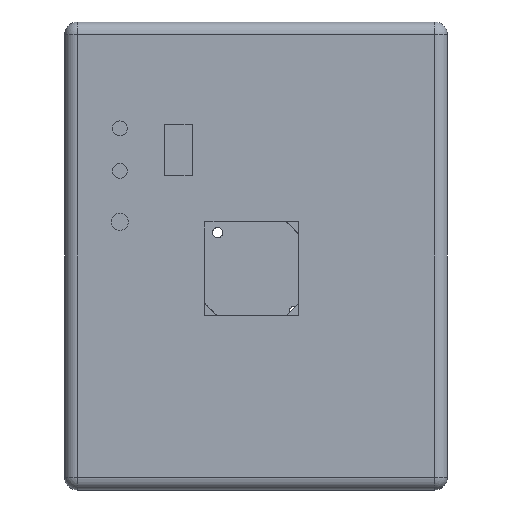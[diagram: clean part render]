
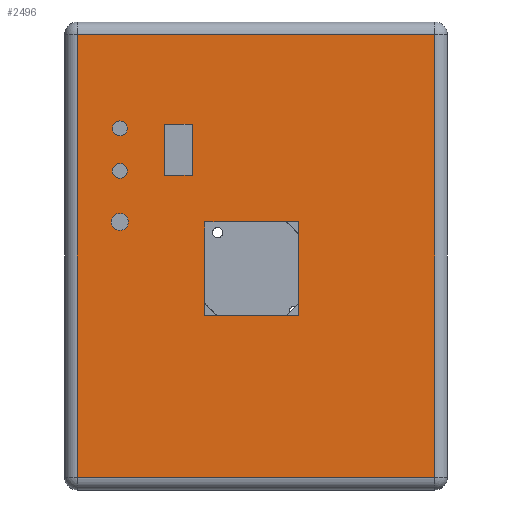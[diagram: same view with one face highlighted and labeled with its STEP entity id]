
A CAD part, front view. The second image highlights one B-rep face of the part: STEP entity #2496.
In plain terms, the highlighted face is planar.
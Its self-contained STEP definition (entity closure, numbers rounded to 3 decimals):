
#71=FACE_BOUND('',#484,.T.);
#72=FACE_BOUND('',#485,.T.);
#73=FACE_BOUND('',#486,.T.);
#74=FACE_BOUND('',#487,.T.);
#75=FACE_BOUND('',#488,.T.);
#127=PLANE('',#2833);
#313=FACE_OUTER_BOUND('',#483,.T.);
#483=EDGE_LOOP('',(#2199,#2200,#2201,#2202));
#484=EDGE_LOOP('',(#2203));
#485=EDGE_LOOP('',(#2204,#2205,#2206,#2207));
#486=EDGE_LOOP('',(#2208,#2209,#2210,#2211));
#487=EDGE_LOOP('',(#2212));
#488=EDGE_LOOP('',(#2213));
#643=LINE('',#4679,#847);
#646=LINE('',#4685,#850);
#649=LINE('',#4690,#853);
#691=LINE('',#4859,#895);
#694=LINE('',#4870,#898);
#695=LINE('',#4872,#899);
#697=LINE('',#4875,#901);
#699=LINE('',#4884,#903);
#700=LINE('',#4886,#904);
#701=LINE('',#4887,#905);
#702=LINE('',#4889,#906);
#703=LINE('',#4890,#907);
#847=VECTOR('',#3358,10.);
#850=VECTOR('',#3363,10.);
#853=VECTOR('',#3368,10.);
#895=VECTOR('',#3526,10.);
#898=VECTOR('',#3541,10.);
#899=VECTOR('',#3544,10.);
#901=VECTOR('',#3548,10.);
#903=VECTOR('',#3558,10.);
#904=VECTOR('',#3559,10.);
#905=VECTOR('',#3560,10.);
#906=VECTOR('',#3561,10.);
#907=VECTOR('',#3562,10.);
#985=CIRCLE('',#2765,2.);
#1018=CIRCLE('',#2834,1.75);
#1019=CIRCLE('',#2835,1.75);
#1172=VERTEX_POINT('',#4676);
#1173=VERTEX_POINT('',#4678);
#1174=VERTEX_POINT('',#4682);
#1175=VERTEX_POINT('',#4684);
#1176=VERTEX_POINT('',#4688);
#1177=VERTEX_POINT('',#4692);
#1219=VERTEX_POINT('',#4832);
#1222=VERTEX_POINT('',#4842);
#1224=VERTEX_POINT('',#4851);
#1227=VERTEX_POINT('',#4863);
#1230=VERTEX_POINT('',#4883);
#1231=VERTEX_POINT('',#4885);
#1232=VERTEX_POINT('',#4888);
#1233=VERTEX_POINT('',#4891);
#1234=VERTEX_POINT('',#4893);
#1475=EDGE_CURVE('',#1173,#1172,#643,.T.);
#1478=EDGE_CURVE('',#1175,#1174,#646,.T.);
#1481=EDGE_CURVE('',#1174,#1176,#649,.T.);
#1483=EDGE_CURVE('',#1177,#1177,#985,.T.);
#1557=EDGE_CURVE('',#1219,#1224,#691,.T.);
#1563=EDGE_CURVE('',#1224,#1227,#694,.T.);
#1564=EDGE_CURVE('',#1227,#1222,#695,.T.);
#1566=EDGE_CURVE('',#1222,#1219,#697,.T.);
#1570=EDGE_CURVE('',#1172,#1230,#699,.T.);
#1571=EDGE_CURVE('',#1230,#1231,#700,.T.);
#1572=EDGE_CURVE('',#1231,#1173,#701,.T.);
#1573=EDGE_CURVE('',#1232,#1175,#702,.T.);
#1574=EDGE_CURVE('',#1176,#1232,#703,.T.);
#1575=EDGE_CURVE('',#1233,#1233,#1018,.T.);
#1576=EDGE_CURVE('',#1234,#1234,#1019,.T.);
#2199=ORIENTED_EDGE('',*,*,#1557,.F.);
#2200=ORIENTED_EDGE('',*,*,#1566,.F.);
#2201=ORIENTED_EDGE('',*,*,#1564,.F.);
#2202=ORIENTED_EDGE('',*,*,#1563,.F.);
#2203=ORIENTED_EDGE('',*,*,#1483,.T.);
#2204=ORIENTED_EDGE('',*,*,#1475,.T.);
#2205=ORIENTED_EDGE('',*,*,#1570,.T.);
#2206=ORIENTED_EDGE('',*,*,#1571,.T.);
#2207=ORIENTED_EDGE('',*,*,#1572,.T.);
#2208=ORIENTED_EDGE('',*,*,#1573,.T.);
#2209=ORIENTED_EDGE('',*,*,#1478,.T.);
#2210=ORIENTED_EDGE('',*,*,#1481,.T.);
#2211=ORIENTED_EDGE('',*,*,#1574,.T.);
#2212=ORIENTED_EDGE('',*,*,#1575,.T.);
#2213=ORIENTED_EDGE('',*,*,#1576,.T.);
#2496=ADVANCED_FACE('',(#313,#71,#72,#73,#74,#75),#127,.T.);
#2765=AXIS2_PLACEMENT_3D('',#4694,#3372,#3373);
#2833=AXIS2_PLACEMENT_3D('',#4882,#3556,#3557);
#2834=AXIS2_PLACEMENT_3D('',#4892,#3563,#3564);
#2835=AXIS2_PLACEMENT_3D('',#4894,#3565,#3566);
#3358=DIRECTION('',(-1.,0.,0.));
#3363=DIRECTION('',(1.,0.,0.));
#3368=DIRECTION('',(0.,0.,1.));
#3372=DIRECTION('center_axis',(0.,-1.,0.));
#3373=DIRECTION('ref_axis',(-1.,0.,0.));
#3526=DIRECTION('',(0.,0.,1.));
#3541=DIRECTION('',(-1.,0.,0.));
#3544=DIRECTION('',(0.,0.,-1.));
#3548=DIRECTION('',(1.,0.,0.));
#3556=DIRECTION('center_axis',(0.,1.,0.));
#3557=DIRECTION('ref_axis',(0.,0.,1.));
#3558=DIRECTION('',(0.,0.,-1.));
#3559=DIRECTION('',(1.,0.,0.));
#3560=DIRECTION('',(0.,0.,1.));
#3561=DIRECTION('',(0.,0.,-1.));
#3562=DIRECTION('',(-1.,0.,0.));
#3563=DIRECTION('center_axis',(0.,-1.,0.));
#3564=DIRECTION('ref_axis',(1.,0.,0.));
#3565=DIRECTION('center_axis',(0.,-1.,0.));
#3566=DIRECTION('ref_axis',(1.,0.,0.));
#4676=CARTESIAN_POINT('',(-55.,7.,-47.));
#4678=CARTESIAN_POINT('',(-33.,7.,-47.));
#4679=CARTESIAN_POINT('',(-33.,7.,-47.));
#4682=CARTESIAN_POINT('',(-23.5,7.,-36.));
#4684=CARTESIAN_POINT('',(-30.,7.,-36.));
#4685=CARTESIAN_POINT('',(-30.,7.,-36.));
#4688=CARTESIAN_POINT('',(-23.5,7.,-24.));
#4690=CARTESIAN_POINT('',(-23.5,7.,-36.));
#4692=CARTESIAN_POINT('',(-11.,7.,-47.));
#4694=CARTESIAN_POINT('Origin',(-13.,7.,-47.));
#4832=CARTESIAN_POINT('',(-3.,7.,-107.));
#4842=CARTESIAN_POINT('',(-87.,7.,-107.));
#4851=CARTESIAN_POINT('',(-3.,7.,-3.));
#4859=CARTESIAN_POINT('',(-3.,7.,-27.5));
#4863=CARTESIAN_POINT('',(-87.,7.,-3.));
#4870=CARTESIAN_POINT('',(-67.5,7.,-3.));
#4872=CARTESIAN_POINT('',(-87.,7.,-82.5));
#4875=CARTESIAN_POINT('',(-22.5,7.,-107.));
#4882=CARTESIAN_POINT('Origin',(-45.,7.,-55.));
#4883=CARTESIAN_POINT('',(-55.,7.,-69.));
#4884=CARTESIAN_POINT('',(-55.,7.,-47.));
#4885=CARTESIAN_POINT('',(-33.,7.,-69.));
#4886=CARTESIAN_POINT('',(-55.,7.,-69.));
#4887=CARTESIAN_POINT('',(-33.,7.,-69.));
#4888=CARTESIAN_POINT('',(-30.,7.,-24.));
#4889=CARTESIAN_POINT('',(-30.,7.,-24.));
#4890=CARTESIAN_POINT('',(-23.5,7.,-24.));
#4891=CARTESIAN_POINT('',(-14.75,7.,-35.));
#4892=CARTESIAN_POINT('Origin',(-13.,7.,-35.));
#4893=CARTESIAN_POINT('',(-14.75,7.,-25.));
#4894=CARTESIAN_POINT('Origin',(-13.,7.,-25.));
